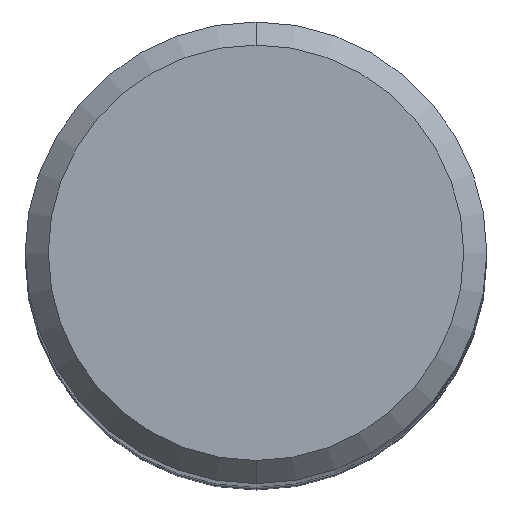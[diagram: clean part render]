
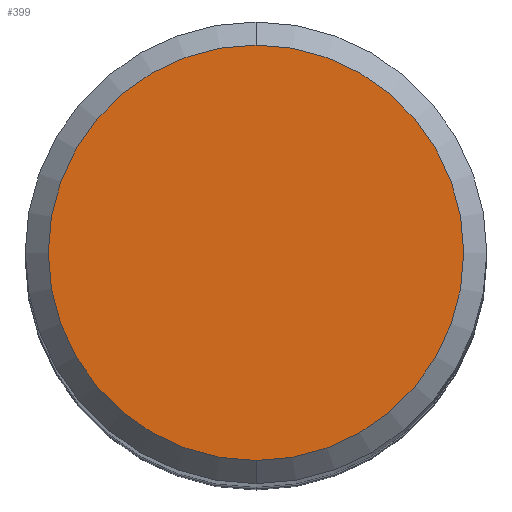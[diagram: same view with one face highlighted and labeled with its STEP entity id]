
A CAD part, top view. The second image highlights one B-rep face of the part: STEP entity #399.
In plain terms, the highlighted planar face has unit normal (0, 0, 1).
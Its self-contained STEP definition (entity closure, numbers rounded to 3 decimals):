
#329=EDGE_CURVE('',#473,#547,#731,.T.);
#399=ADVANCED_FACE('',(#811),#812,.T.);
#473=VERTEX_POINT('',#892);
#547=VERTEX_POINT('',#970);
#571=EDGE_CURVE('',#547,#473,#998,.T.);
#731=CIRCLE('',#1243,3.6);
#811=FACE_OUTER_BOUND('',#1371,.T.);
#812=PLANE('',#1372);
#892=CARTESIAN_POINT('',(0.,-3.6,0.));
#970=CARTESIAN_POINT('',(0.0,3.6,0.));
#998=CIRCLE('',#1730,3.6);
#1243=AXIS2_PLACEMENT_3D('',#1952,#1953,#1954);
#1371=EDGE_LOOP('',(#2051,#2052));
#1372=AXIS2_PLACEMENT_3D('',#2053,#2054,#2055);
#1730=AXIS2_PLACEMENT_3D('',#2239,#2240,#2241);
#1952=CARTESIAN_POINT('',(0.0,0.0,0.));
#1953=DIRECTION('',(0.0,0.0,-1.0));
#1954=DIRECTION('',(0.0,1.0,0.0));
#2051=ORIENTED_EDGE('',*,*,#571,.F.);
#2052=ORIENTED_EDGE('',*,*,#329,.F.);
#2053=CARTESIAN_POINT('',(0.0,1.8,0.));
#2054=DIRECTION('',(-0.0,0.0,1.0));
#2055=DIRECTION('',(0.0,-1.0,0.0));
#2239=CARTESIAN_POINT('',(0.0,0.0,0.));
#2240=DIRECTION('',(0.0,0.0,-1.0));
#2241=DIRECTION('',(0.0,1.0,0.0));
